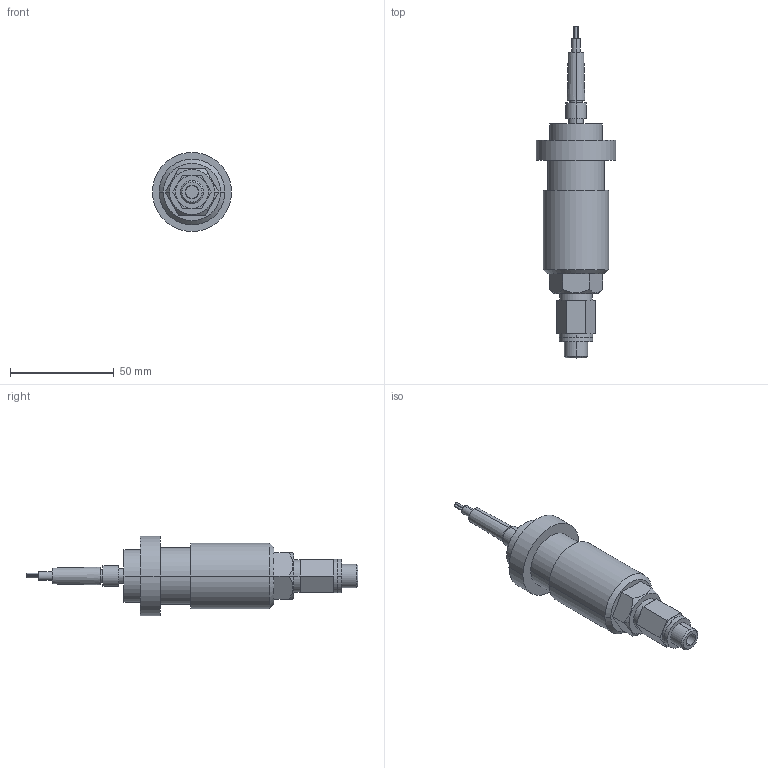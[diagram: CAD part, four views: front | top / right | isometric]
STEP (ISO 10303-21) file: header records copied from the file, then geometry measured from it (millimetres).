
FILE_DESCRIPTION((''),'2;1');
FILE_NAME('ILCM47070075','2011-06-23T',('dc'),(''),'PRO/ENGINEER BY PARAMETRIC TECHNOLOGY CORPORATION, 2007460','PRO/ENGINEER BY PARAMETRIC TECHNOLOGY CORPORATION, 2007460','');
FILE_SCHEMA(('AUTOMOTIVE_DESIGN_CC2 { 1 2 10303 214 -1 1 5 2 }'));
Length unit declared in the file: millimetre
Products named in the file (1): ILCM47070075
Bounding box: 38.1 x 159.99 x 38.1 mm (x, y, z)
Volume: 66030.7 mm3; surface area: 13722.5 mm2
Topology: 1 solids, 2 shells, 84 faces, 178 edges, 118 vertices
Faces by surface type: cylinder 40, plane 36, cone 8
Entity records: 2589 total; most frequent: CARTESIAN_POINT 440, DIRECTION 432, ORIENTED_EDGE 356, EDGE_CURVE 178, AXIS2_PLACEMENT_3D 176, VERTEX_POINT 118, EDGE_LOOP 106, COLOUR_RGB 105
